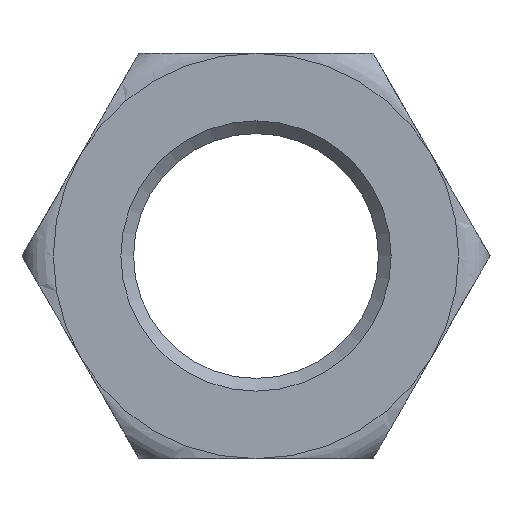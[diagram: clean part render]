
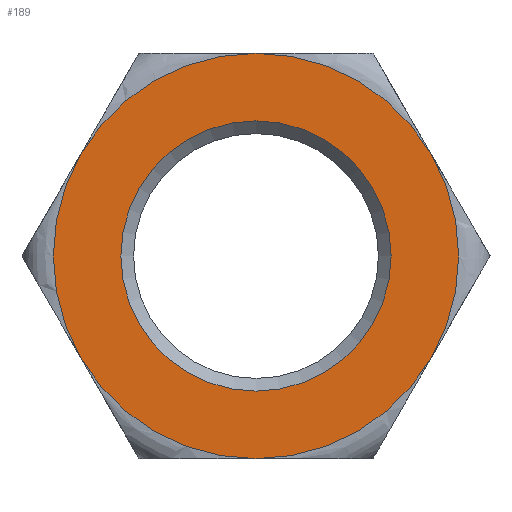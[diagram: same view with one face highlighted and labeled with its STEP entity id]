
A CAD part, front view. The second image highlights one B-rep face of the part: STEP entity #189.
In plain terms, the highlighted planar face has unit normal (0, -1, 0).
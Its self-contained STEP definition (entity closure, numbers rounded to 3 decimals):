
#1 = CARTESIAN_POINT ( 'NONE',  ( 0., -6.5, 0. ) ) ;
#14 = DIRECTION ( 'NONE',  ( 0., 1., 0. ) ) ;
#29 = CARTESIAN_POINT ( 'NONE',  ( 10.392, -6.5, -6. ) ) ;
#58 = DIRECTION ( 'NONE',  ( 1., 0., 0. ) ) ;
#76 = AXIS2_PLACEMENT_3D ( 'NONE', #228, #298, #608 ) ;
#92 = CIRCLE ( 'NONE', #440, 12. ) ;
#94 = CIRCLE ( 'NONE', #171, 12. ) ;
#96 = DIRECTION ( 'NONE',  ( 0., 1., 0. ) ) ;
#98 = CARTESIAN_POINT ( 'NONE',  ( -10.392, -6.5, -6. ) ) ;
#100 = CARTESIAN_POINT ( 'NONE',  ( 0., -6.5, 0. ) ) ;
#112 = CIRCLE ( 'NONE', #873, 12. ) ;
#143 = DIRECTION ( 'NONE',  ( 0., 1., 0. ) ) ;
#145 = EDGE_CURVE ( 'NONE', #232, #941, #112, .T. ) ;
#162 = EDGE_LOOP ( 'NONE', ( #521 ) ) ;
#171 = AXIS2_PLACEMENT_3D ( 'NONE', #415, #329, #641 ) ;
#180 = VERTEX_POINT ( 'NONE', #921 ) ;
#189 = ADVANCED_FACE ( 'NONE', ( #331, #478 ), #419, .F. ) ;
#228 = CARTESIAN_POINT ( 'NONE',  ( 0., -6.5, 0. ) ) ;
#232 = VERTEX_POINT ( 'NONE', #29 ) ;
#235 = EDGE_LOOP ( 'NONE', ( #513, #356, #944, #318, #981, #500 ) ) ;
#285 = VERTEX_POINT ( 'NONE', #554 ) ;
#298 = DIRECTION ( 'NONE',  ( 0., 1., 0. ) ) ;
#304 = CARTESIAN_POINT ( 'NONE',  ( 10.392, -6.5, 6. ) ) ;
#311 = DIRECTION ( 'NONE',  ( 0., 1., 0. ) ) ;
#318 = ORIENTED_EDGE ( 'NONE', *, *, #797, .F. ) ;
#329 = DIRECTION ( 'NONE',  ( 0., 1., 0. ) ) ;
#331 = FACE_BOUND ( 'NONE', #162, .T. ) ;
#356 = ORIENTED_EDGE ( 'NONE', *, *, #538, .F. ) ;
#358 = DIRECTION ( 'NONE',  ( 1., 0., 0. ) ) ;
#404 = CARTESIAN_POINT ( 'NONE',  ( 0., -6.5, 0. ) ) ;
#415 = CARTESIAN_POINT ( 'NONE',  ( 0., -6.5, 0. ) ) ;
#419 = PLANE ( 'NONE',  #634 ) ;
#424 = EDGE_CURVE ( 'NONE', #1001, #512, #895, .T. ) ;
#440 = AXIS2_PLACEMENT_3D ( 'NONE', #1, #143, #58 ) ;
#461 = DIRECTION ( 'NONE',  ( 0., 0., 1. ) ) ;
#475 = EDGE_CURVE ( 'NONE', #285, #703, #92, .T. ) ;
#478 = FACE_OUTER_BOUND ( 'NONE', #235, .T. ) ;
#481 = CARTESIAN_POINT ( 'NONE',  ( 0., -6.5, -12. ) ) ;
#500 = ORIENTED_EDGE ( 'NONE', *, *, #1005, .F. ) ;
#512 = VERTEX_POINT ( 'NONE', #687 ) ;
#513 = ORIENTED_EDGE ( 'NONE', *, *, #145, .F. ) ;
#521 = ORIENTED_EDGE ( 'NONE', *, *, #762, .T. ) ;
#538 = EDGE_CURVE ( 'NONE', #703, #232, #550, .T. ) ;
#550 = CIRCLE ( 'NONE', #76, 12. ) ;
#554 = CARTESIAN_POINT ( 'NONE',  ( 0., -6.5, 12. ) ) ;
#568 = CIRCLE ( 'NONE', #616, 12. ) ;
#608 = DIRECTION ( 'NONE',  ( 1., 0., 0. ) ) ;
#610 = CARTESIAN_POINT ( 'NONE',  ( 0., -6.5, 0. ) ) ;
#616 = AXIS2_PLACEMENT_3D ( 'NONE', #710, #96, #896 ) ;
#634 = AXIS2_PLACEMENT_3D ( 'NONE', #404, #14, #642 ) ;
#641 = DIRECTION ( 'NONE',  ( 1., 0., 0. ) ) ;
#642 = DIRECTION ( 'NONE',  ( 0., 0., 1. ) ) ;
#687 = CARTESIAN_POINT ( 'NONE',  ( -10.392, -6.5, 6. ) ) ;
#697 = CARTESIAN_POINT ( 'NONE',  ( 0., -6.5, 0. ) ) ;
#703 = VERTEX_POINT ( 'NONE', #304 ) ;
#710 = CARTESIAN_POINT ( 'NONE',  ( 0., -6.5, 0. ) ) ;
#762 = EDGE_CURVE ( 'NONE', #180, #180, #784, .T. ) ;
#784 = CIRCLE ( 'NONE', #1038, 8. ) ;
#797 = EDGE_CURVE ( 'NONE', #512, #285, #568, .T. ) ;
#816 = DIRECTION ( 'NONE',  ( 0., 1., 0. ) ) ;
#873 = AXIS2_PLACEMENT_3D ( 'NONE', #697, #311, #942 ) ;
#895 = CIRCLE ( 'NONE', #932, 12. ) ;
#896 = DIRECTION ( 'NONE',  ( -1., 0., 0. ) ) ;
#921 = CARTESIAN_POINT ( 'NONE',  ( 0., -6.5, 8. ) ) ;
#932 = AXIS2_PLACEMENT_3D ( 'NONE', #100, #816, #358 ) ;
#941 = VERTEX_POINT ( 'NONE', #481 ) ;
#942 = DIRECTION ( 'NONE',  ( 1., 0., 0. ) ) ;
#944 = ORIENTED_EDGE ( 'NONE', *, *, #475, .F. ) ;
#948 = DIRECTION ( 'NONE',  ( 0., 1., 0. ) ) ;
#981 = ORIENTED_EDGE ( 'NONE', *, *, #424, .F. ) ;
#1001 = VERTEX_POINT ( 'NONE', #98 ) ;
#1005 = EDGE_CURVE ( 'NONE', #941, #1001, #94, .T. ) ;
#1038 = AXIS2_PLACEMENT_3D ( 'NONE', #610, #948, #461 ) ;
